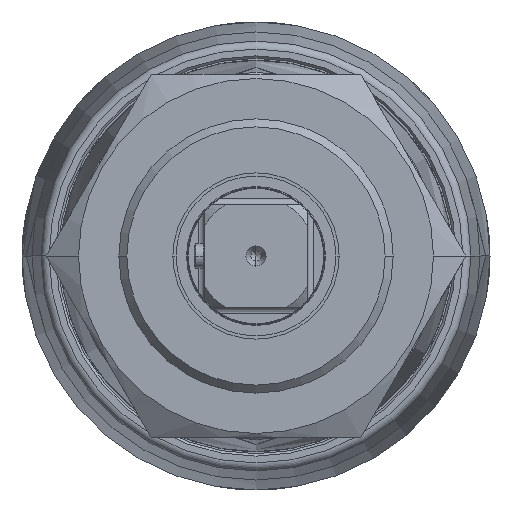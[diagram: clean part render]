
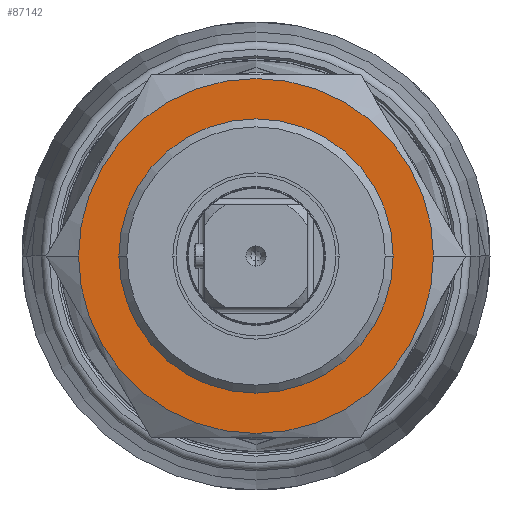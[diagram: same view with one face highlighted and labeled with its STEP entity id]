
A CAD part, left-side view. The second image highlights one B-rep face of the part: STEP entity #87142.
In plain terms, the highlighted planar face has unit normal (-1, 0, 0).
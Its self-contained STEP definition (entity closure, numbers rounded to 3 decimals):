
#77934=CARTESIAN_POINT('',(-121.,0.,0.));
#77935=DIRECTION('',(1.,0.,0.));
#77936=DIRECTION('',(0.,-1.,0.));
#77937=AXIS2_PLACEMENT_3D('',#77934,#77935,#77936);
#77952=CARTESIAN_POINT('',(-121.,0.,0.));
#77953=DIRECTION('',(-1.,0.,0.));
#77954=DIRECTION('',(0.,1.,0.));
#77955=AXIS2_PLACEMENT_3D('',#77952,#77953,#77954);
#77957=CARTESIAN_POINT('',(-121.,0.,0.));
#77958=DIRECTION('',(-1.,0.,0.));
#77959=DIRECTION('',(0.,-1.,0.));
#77960=AXIS2_PLACEMENT_3D('',#77957,#77958,#77959);
#84152=CARTESIAN_POINT('',(-121.,0.,0.));
#84153=DIRECTION('',(1.,0.,0.));
#84154=DIRECTION('',(0.,1.,0.));
#84155=AXIS2_PLACEMENT_3D('',#84152,#84153,#84154);
#85270=CARTESIAN_POINT('',(-121.,22.,0.));
#85271=CARTESIAN_POINT('',(-121.,-22.,0.));
#85272=VERTEX_POINT('',#85270);
#85273=VERTEX_POINT('',#85271);
#85280=CARTESIAN_POINT('',(-121.,17.,0.));
#85281=CARTESIAN_POINT('',(-121.,-17.,0.));
#85282=VERTEX_POINT('',#85280);
#85283=VERTEX_POINT('',#85281);
#87126=CARTESIAN_POINT('',(-121.,0.,0.));
#87127=DIRECTION('',(1.,0.,0.));
#87128=DIRECTION('',(0.,0.,-1.));
#87129=AXIS2_PLACEMENT_3D('',#87126,#87127,#87128);
#87130=PLANE('',#87129);
#87132=ORIENTED_EDGE('',*,*,#87131,.F.);
#87134=ORIENTED_EDGE('',*,*,#87133,.F.);
#87135=EDGE_LOOP('',(#87132,#87134));
#87136=FACE_OUTER_BOUND('',#87135,.F.);
#87138=ORIENTED_EDGE('',*,*,#87137,.F.);
#87139=ORIENTED_EDGE('',*,*,#87116,.F.);
#87140=EDGE_LOOP('',(#87138,#87139));
#87141=FACE_BOUND('',#87140,.F.);
#87142=ADVANCED_FACE('',(#87136,#87141),#87130,.F.);
#77938=CIRCLE('',#77937,17.);
#77956=CIRCLE('',#77955,22.);
#77961=CIRCLE('',#77960,22.);
#84156=CIRCLE('',#84155,17.);
#87116=EDGE_CURVE('',#85283,#85282,#77938,.T.);
#87131=EDGE_CURVE('',#85272,#85273,#77956,.T.);
#87133=EDGE_CURVE('',#85273,#85272,#77961,.T.);
#87137=EDGE_CURVE('',#85282,#85283,#84156,.T.);
